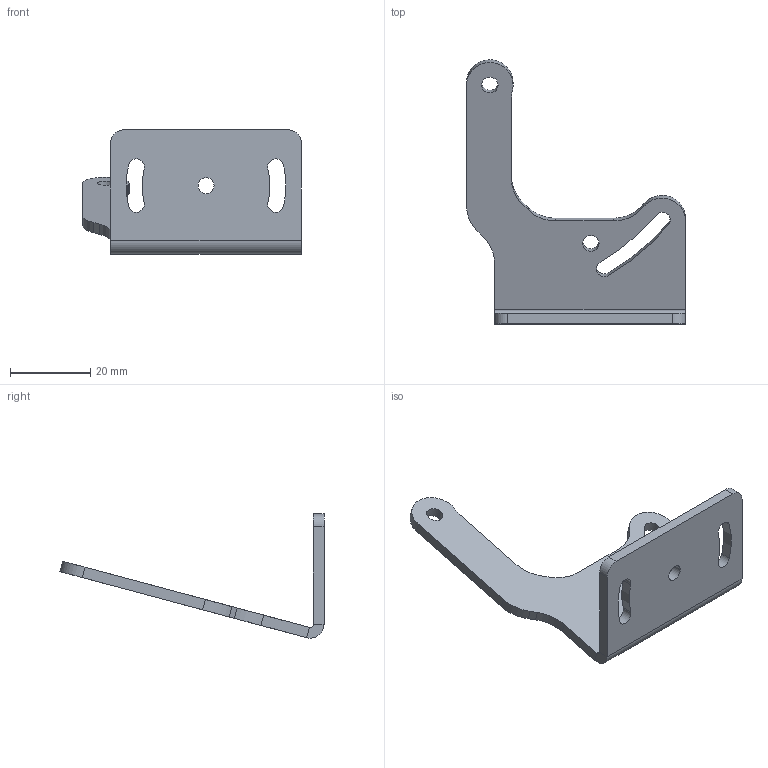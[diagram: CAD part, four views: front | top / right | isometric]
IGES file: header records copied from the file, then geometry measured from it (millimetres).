
Start section:  PTC IGES file: 158534.igs
Global section: file name: 158534.igs; native system: Pro/ENGINEER by Parametric Technology Corporation; preprocessor: 2009141; author: banengservice; organization: Unknown; date: 20110901.073759; units: inch
Bounding box: 54.6 x 65.91 x 30.99 mm (x, y, z)
Volume: 7710.4 mm3; surface area: 6985.3 mm2
Topology: 1 solids, 1 shells, 46 faces, 124 edges, 80 vertices
Faces by surface type: revolution 30, bspline 16
